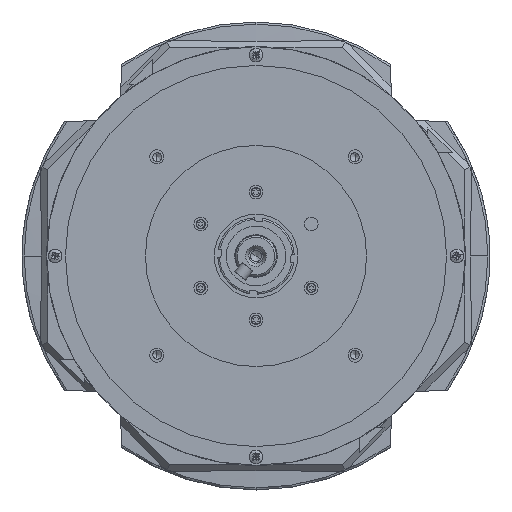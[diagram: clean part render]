
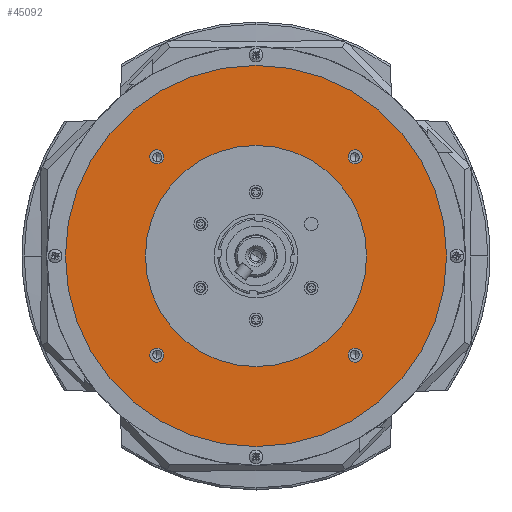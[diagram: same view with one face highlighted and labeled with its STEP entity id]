
A CAD part, left-side view. The second image highlights one B-rep face of the part: STEP entity #45092.
In plain terms, the highlighted planar face has unit normal (-1, 0, 0).
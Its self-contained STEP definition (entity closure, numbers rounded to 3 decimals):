
#6293=CARTESIAN_POINT('',(-16.7,58.336,-62.524));
#6294=VERTEX_POINT('',#6293);
#6310=CARTESIAN_POINT('',(-16.7,58.336,-54.148));
#6311=VERTEX_POINT('',#6310);
#6318=CARTESIAN_POINT('',(-16.7,58.336,-58.336));
#6319=DIRECTION('',(1.0,0.0,0.0));
#6320=DIRECTION('',(0.0,0.0,-1.0));
#6321=AXIS2_PLACEMENT_3D('',#6318,#6319,#6320);
#6322=CIRCLE('',#6321,4.188);
#6323=EDGE_CURVE('',#6294,#6311,#6322,.T.);
#6424=CARTESIAN_POINT('',(-16.7,-58.336,54.148));
#6425=VERTEX_POINT('',#6424);
#6441=CARTESIAN_POINT('',(-16.7,-58.336,62.524));
#6442=VERTEX_POINT('',#6441);
#6449=CARTESIAN_POINT('',(-16.7,-58.336,58.336));
#6450=DIRECTION('',(1.0,0.0,0.0));
#6451=DIRECTION('',(0.0,0.0,-1.0));
#6452=AXIS2_PLACEMENT_3D('',#6449,#6450,#6451);
#6453=CIRCLE('',#6452,4.188);
#6454=EDGE_CURVE('',#6425,#6442,#6453,.T.);
#6573=CARTESIAN_POINT('',(-16.7,58.336,54.148));
#6574=VERTEX_POINT('',#6573);
#6590=CARTESIAN_POINT('',(-16.7,58.336,62.524));
#6591=VERTEX_POINT('',#6590);
#6598=CARTESIAN_POINT('',(-16.7,58.336,58.336));
#6599=DIRECTION('',(1.0,0.0,0.0));
#6600=DIRECTION('',(0.0,0.0,-1.0));
#6601=AXIS2_PLACEMENT_3D('',#6598,#6599,#6600);
#6602=CIRCLE('',#6601,4.188);
#6603=EDGE_CURVE('',#6574,#6591,#6602,.T.);
#6704=CARTESIAN_POINT('',(-16.7,-58.336,-62.524));
#6705=VERTEX_POINT('',#6704);
#6721=CARTESIAN_POINT('',(-16.7,-58.336,-54.148));
#6722=VERTEX_POINT('',#6721);
#6729=CARTESIAN_POINT('',(-16.7,-58.336,-58.336));
#6730=DIRECTION('',(1.0,0.0,0.0));
#6731=DIRECTION('',(0.0,0.0,-1.0));
#6732=AXIS2_PLACEMENT_3D('',#6729,#6730,#6731);
#6733=CIRCLE('',#6732,4.188);
#6734=EDGE_CURVE('',#6705,#6722,#6733,.T.);
#7530=CARTESIAN_POINT('',(-16.7,0.,65.));
#7531=VERTEX_POINT('',#7530);
#7540=CARTESIAN_POINT('',(-16.7,0.,-65.));
#7541=VERTEX_POINT('',#7540);
#7542=CARTESIAN_POINT('',(-16.7,0.,0.));
#7543=DIRECTION('',(1.0,0.0,0.0));
#7544=DIRECTION('',(0.0,0.0,1.0));
#7545=AXIS2_PLACEMENT_3D('',#7542,#7543,#7544);
#7546=CIRCLE('',#7545,65.0);
#7547=EDGE_CURVE('',#7541,#7531,#7546,.T.);
#7574=CARTESIAN_POINT('',(-16.7,0.,112.0));
#7575=VERTEX_POINT('',#7574);
#7591=CARTESIAN_POINT('',(-16.7,0.,-112.));
#7592=VERTEX_POINT('',#7591);
#7599=CARTESIAN_POINT('',(-16.7,0.,0.));
#7600=DIRECTION('',(1.0,0.0,0.0));
#7601=DIRECTION('',(0.0,0.0,1.0));
#7602=AXIS2_PLACEMENT_3D('',#7599,#7600,#7601);
#7603=CIRCLE('',#7602,112.);
#7604=EDGE_CURVE('',#7592,#7575,#7603,.T.);
#45027=CARTESIAN_POINT('',(-16.7,0.,0.));
#45028=DIRECTION('',(1.0,0.0,0.0));
#45029=DIRECTION('',(0.0,0.0,1.0));
#45030=AXIS2_PLACEMENT_3D('',#45027,#45028,#45029);
#45031=PLANE('',#45030);
#45032=ORIENTED_EDGE('',*,*,#7604,.F.);
#45033=CARTESIAN_POINT('',(-16.7,0.,0.));
#45034=DIRECTION('',(1.0,0.0,0.0));
#45035=DIRECTION('',(0.0,0.0,1.0));
#45036=AXIS2_PLACEMENT_3D('',#45033,#45034,#45035);
#45037=CIRCLE('',#45036,112.);
#45038=EDGE_CURVE('',#7575,#7592,#45037,.T.);
#45039=ORIENTED_EDGE('',*,*,#45038,.F.);
#45040=EDGE_LOOP('',(#45032,#45039));
#45041=FACE_OUTER_BOUND('',#45040,.T.);
#45042=ORIENTED_EDGE('',*,*,#6323,.T.);
#45043=CARTESIAN_POINT('',(-16.7,58.336,-58.336));
#45044=DIRECTION('',(1.0,0.0,0.0));
#45045=DIRECTION('',(0.0,0.0,-1.0));
#45046=AXIS2_PLACEMENT_3D('',#45043,#45044,#45045);
#45047=CIRCLE('',#45046,4.188);
#45048=EDGE_CURVE('',#6311,#6294,#45047,.T.);
#45049=ORIENTED_EDGE('',*,*,#45048,.T.);
#45050=EDGE_LOOP('',(#45042,#45049));
#45051=FACE_BOUND('',#45050,.T.);
#45052=ORIENTED_EDGE('',*,*,#6454,.T.);
#45053=CARTESIAN_POINT('',(-16.7,-58.336,58.336));
#45054=DIRECTION('',(1.0,0.0,0.0));
#45055=DIRECTION('',(0.0,0.0,-1.0));
#45056=AXIS2_PLACEMENT_3D('',#45053,#45054,#45055);
#45057=CIRCLE('',#45056,4.188);
#45058=EDGE_CURVE('',#6442,#6425,#45057,.T.);
#45059=ORIENTED_EDGE('',*,*,#45058,.T.);
#45060=EDGE_LOOP('',(#45052,#45059));
#45061=FACE_BOUND('',#45060,.T.);
#45062=ORIENTED_EDGE('',*,*,#6603,.T.);
#45063=CARTESIAN_POINT('',(-16.7,58.336,58.336));
#45064=DIRECTION('',(1.0,0.0,0.0));
#45065=DIRECTION('',(0.0,0.0,-1.0));
#45066=AXIS2_PLACEMENT_3D('',#45063,#45064,#45065);
#45067=CIRCLE('',#45066,4.188);
#45068=EDGE_CURVE('',#6591,#6574,#45067,.T.);
#45069=ORIENTED_EDGE('',*,*,#45068,.T.);
#45070=EDGE_LOOP('',(#45062,#45069));
#45071=FACE_BOUND('',#45070,.T.);
#45072=ORIENTED_EDGE('',*,*,#6734,.T.);
#45073=CARTESIAN_POINT('',(-16.7,-58.336,-58.336));
#45074=DIRECTION('',(1.0,0.0,0.0));
#45075=DIRECTION('',(0.0,0.0,-1.0));
#45076=AXIS2_PLACEMENT_3D('',#45073,#45074,#45075);
#45077=CIRCLE('',#45076,4.188);
#45078=EDGE_CURVE('',#6722,#6705,#45077,.T.);
#45079=ORIENTED_EDGE('',*,*,#45078,.T.);
#45080=EDGE_LOOP('',(#45072,#45079));
#45081=FACE_BOUND('',#45080,.T.);
#45082=ORIENTED_EDGE('',*,*,#7547,.T.);
#45083=CARTESIAN_POINT('',(-16.7,0.,0.));
#45084=DIRECTION('',(1.0,0.0,0.0));
#45085=DIRECTION('',(0.0,0.0,1.0));
#45086=AXIS2_PLACEMENT_3D('',#45083,#45084,#45085);
#45087=CIRCLE('',#45086,65.0);
#45088=EDGE_CURVE('',#7531,#7541,#45087,.T.);
#45089=ORIENTED_EDGE('',*,*,#45088,.T.);
#45090=EDGE_LOOP('',(#45082,#45089));
#45091=FACE_BOUND('',#45090,.T.);
#45092=ADVANCED_FACE('',(#45041,#45051,#45061,#45071,#45081,#45091),#45031,.F.);
